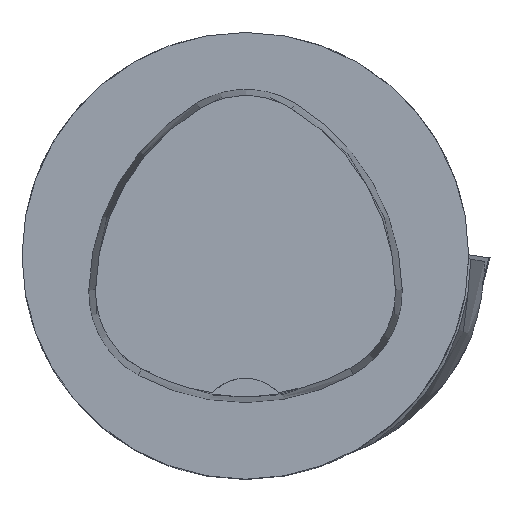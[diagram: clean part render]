
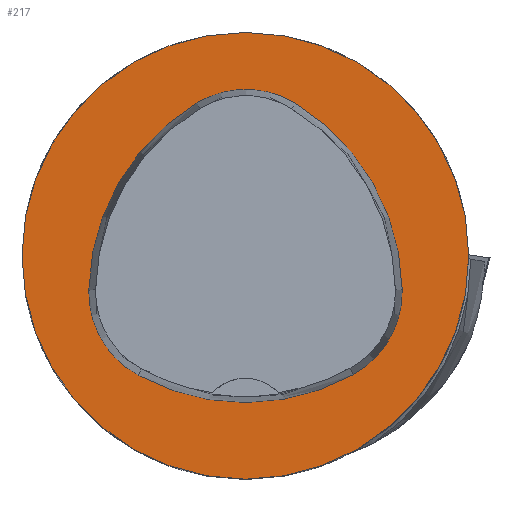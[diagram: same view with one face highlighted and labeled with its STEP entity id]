
A CAD part, top view. The second image highlights one B-rep face of the part: STEP entity #217.
In plain terms, the highlighted planar face has unit normal (0, 0, 1).
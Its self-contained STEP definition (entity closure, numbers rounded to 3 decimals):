
#217=ADVANCED_FACE('',(#392,#393),#256,.T.);
#256=PLANE('',#1101);
#392=FACE_BOUND('',#446,.T.);
#393=FACE_BOUND('',#447,.T.);
#446=EDGE_LOOP('',(#607,#608,#609,#610,#611,#612));
#447=EDGE_LOOP('',(#613));
#607=ORIENTED_EDGE('',*,*,#881,.F.);
#608=ORIENTED_EDGE('',*,*,#876,.F.);
#609=ORIENTED_EDGE('',*,*,#871,.F.);
#610=ORIENTED_EDGE('',*,*,#868,.F.);
#611=ORIENTED_EDGE('',*,*,#865,.F.);
#612=ORIENTED_EDGE('',*,*,#861,.F.);
#613=ORIENTED_EDGE('',*,*,#884,.T.);
#766=VERTEX_POINT('',#1674);
#767=VERTEX_POINT('',#1675);
#770=VERTEX_POINT('',#1683);
#772=VERTEX_POINT('',#1689);
#774=VERTEX_POINT('',#1695);
#778=VERTEX_POINT('',#1708);
#782=VERTEX_POINT('',#1726);
#861=EDGE_CURVE('',#766,#767,#948,.T.);
#865=EDGE_CURVE('',#767,#770,#950,.T.);
#868=EDGE_CURVE('',#770,#772,#952,.T.);
#871=EDGE_CURVE('',#772,#774,#954,.T.);
#876=EDGE_CURVE('',#774,#778,#957,.T.);
#881=EDGE_CURVE('',#778,#766,#960,.T.);
#884=EDGE_CURVE('',#782,#782,#963,.T.);
#948=CIRCLE('',#1078,20.);
#950=CIRCLE('',#1081,8.5);
#952=CIRCLE('',#1084,20.);
#954=CIRCLE('',#1087,8.5);
#957=CIRCLE('',#1091,20.);
#960=CIRCLE('',#1095,8.5);
#963=CIRCLE('',#1100,20.);
#1078=AXIS2_PLACEMENT_3D('',#1673,#1260,#1261);
#1081=AXIS2_PLACEMENT_3D('',#1682,#1268,#1269);
#1084=AXIS2_PLACEMENT_3D('',#1688,#1275,#1276);
#1087=AXIS2_PLACEMENT_3D('',#1694,#1282,#1283);
#1091=AXIS2_PLACEMENT_3D('',#1707,#1291,#1292);
#1095=AXIS2_PLACEMENT_3D('',#1720,#1300,#1301);
#1100=AXIS2_PLACEMENT_3D('',#1725,#1310,#1311);
#1101=AXIS2_PLACEMENT_3D('',#1727,#1312,#1313);
#1260=DIRECTION('',(0.,0.,1.));
#1261=DIRECTION('',(1.,0.,0.));
#1268=DIRECTION('',(0.,0.,1.));
#1269=DIRECTION('',(1.,0.,0.));
#1275=DIRECTION('',(0.,0.,1.));
#1276=DIRECTION('',(1.,0.,0.));
#1282=DIRECTION('',(0.,0.,1.));
#1283=DIRECTION('',(1.,0.,0.));
#1291=DIRECTION('',(0.,0.,1.));
#1292=DIRECTION('',(1.,0.,0.));
#1300=DIRECTION('',(0.,0.,1.));
#1301=DIRECTION('',(1.,0.,0.));
#1310=DIRECTION('',(0.,0.,1.));
#1311=DIRECTION('',(1.,0.,0.));
#1312=DIRECTION('',(0.,0.,1.));
#1313=DIRECTION('',(-1.,0.,0.));
#1673=CARTESIAN_POINT('',(-5.955,-3.414,0.));
#1674=CARTESIAN_POINT('',(14.041,-3.042,0.));
#1675=CARTESIAN_POINT('',(4.472,13.653,0.));
#1682=CARTESIAN_POINT('',(0.04,6.4,0.));
#1683=CARTESIAN_POINT('',(-4.347,13.68,0.));
#1688=CARTESIAN_POINT('',(5.976,-3.45,0.));
#1689=CARTESIAN_POINT('',(-14.021,-3.075,0.));
#1694=CARTESIAN_POINT('',(-5.522,-3.235,0.));
#1695=CARTESIAN_POINT('',(-9.588,-10.699,0.));
#1707=CARTESIAN_POINT('',(-0.022,6.864,0.));
#1708=CARTESIAN_POINT('',(9.655,-10.639,0.));
#1720=CARTESIAN_POINT('',(5.543,-3.2,0.));
#1725=CARTESIAN_POINT('',(0.,0.,0.));
#1726=CARTESIAN_POINT('',(20.,0.,0.));
#1727=CARTESIAN_POINT('',(0.,0.,0.));
